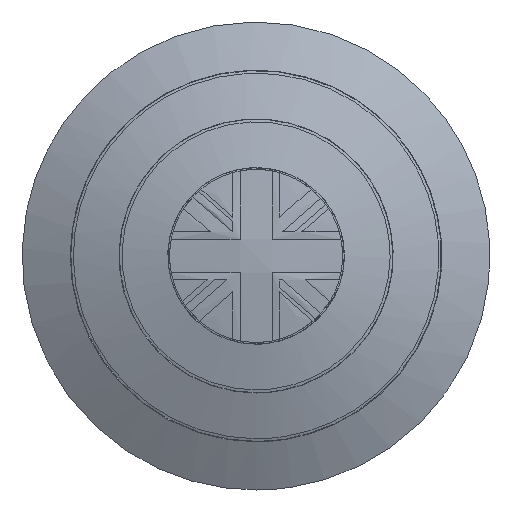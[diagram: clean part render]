
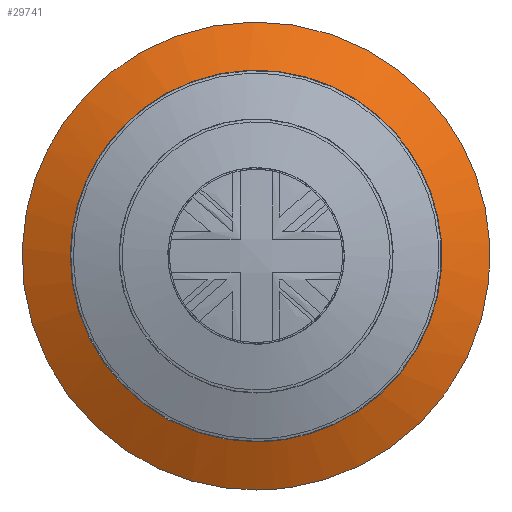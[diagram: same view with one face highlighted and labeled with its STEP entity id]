
A CAD part, top view. The second image highlights one B-rep face of the part: STEP entity #29741.
In plain terms, the highlighted free-form (B-spline) face has degree [2, 2] with [3, 3] control points.
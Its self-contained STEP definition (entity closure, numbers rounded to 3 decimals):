
#29741 = ADVANCED_FACE('',(#29742,#29756),#29770,.T.);
#29742 = FACE_BOUND('',#29743,.T.);
#29743 = EDGE_LOOP('',(#29744));
#29744 = ORIENTED_EDGE('',*,*,#29745,.F.);
#29745 = EDGE_CURVE('',#29746,#29746,#29748,.T.);
#29746 = VERTEX_POINT('',#29747);
#29747 = CARTESIAN_POINT('',(0.,-769.482,
    -213.419));
#29748 = ( BOUNDED_CURVE() B_SPLINE_CURVE(2,(#29749,#29750,#29751,#29752
    ,#29753,#29754,#29755),.UNSPECIFIED.,.T.,.F.) 
B_SPLINE_CURVE_WITH_KNOTS((3,2,2,3),(1.571,3.665,
5.76,7.854),.PIECEWISE_BEZIER_KNOTS.) CURVE() 
GEOMETRIC_REPRESENTATION_ITEM() RATIONAL_B_SPLINE_CURVE((1.,0.5,1.,0.5,
1.,0.5,1.)) REPRESENTATION_ITEM('') );
#29749 = CARTESIAN_POINT('',(0.,-769.482,
    -213.419));
#29750 = CARTESIAN_POINT('',(-955.172,-769.482,
    -213.419));
#29751 = CARTESIAN_POINT('',(-477.586,57.721,
    -213.419));
#29752 = CARTESIAN_POINT('',(0.,884.924,
    -213.419));
#29753 = CARTESIAN_POINT('',(477.586,57.721,
    -213.419));
#29754 = CARTESIAN_POINT('',(955.172,-769.482,
    -213.419));
#29755 = CARTESIAN_POINT('',(0.,-769.482,
    -213.419));
#29756 = FACE_BOUND('',#29757,.T.);
#29757 = EDGE_LOOP('',(#29758));
#29758 = ORIENTED_EDGE('',*,*,#29759,.T.);
#29759 = EDGE_CURVE('',#29760,#29760,#29762,.T.);
#29760 = VERTEX_POINT('',#29761);
#29761 = CARTESIAN_POINT('',(0.,-655.945,
    -154.987));
#29762 = ( BOUNDED_CURVE() B_SPLINE_CURVE(2,(#29763,#29764,#29765,#29766
    ,#29767,#29768,#29769),.UNSPECIFIED.,.T.,.F.) 
B_SPLINE_CURVE_WITH_KNOTS((3,2,2,3),(1.571,3.665,
5.76,7.854),.PIECEWISE_BEZIER_KNOTS.) CURVE() 
GEOMETRIC_REPRESENTATION_ITEM() RATIONAL_B_SPLINE_CURVE((1.,0.5,1.,0.5,
1.,0.5,1.)) REPRESENTATION_ITEM('') );
#29763 = CARTESIAN_POINT('',(0.,-655.945,
    -154.987));
#29764 = CARTESIAN_POINT('',(-758.519,-655.945,
    -154.987));
#29765 = CARTESIAN_POINT('',(-379.26,0.952,
    -154.987));
#29766 = CARTESIAN_POINT('',(0.,657.85,
    -154.987));
#29767 = CARTESIAN_POINT('',(379.26,0.952,
    -154.987));
#29768 = CARTESIAN_POINT('',(758.519,-655.945,
    -154.987));
#29769 = CARTESIAN_POINT('',(0.,-655.945,
    -154.987));
#29770 = ( BOUNDED_SURFACE() B_SPLINE_SURFACE(2,2,(
    (#29771,#29772,#29773)
    ,(#29774,#29775,#29776)
    ,(#29777,#29778,#29779
)),.UNSPECIFIED.,.F.,.F.,.F.) B_SPLINE_SURFACE_WITH_KNOTS((3,3),(3,3),(
    4.177,5.248),(-0.535,0.542),
.PIECEWISE_BEZIER_KNOTS.) GEOMETRIC_REPRESENTATION_ITEM() 
RATIONAL_B_SPLINE_SURFACE((
    (1.,0.858,1.)
    ,(0.86,0.738,0.86)
,(1.,0.858,1.))) REPRESENTATION_ITEM('') SURFACE() );
#29771 = CARTESIAN_POINT('',(-475.702,-769.852,
    -344.213));
#29772 = CARTESIAN_POINT('',(-644.024,-213.118,
    -60.705));
#29773 = CARTESIAN_POINT('',(-473.501,341.04,
    -347.92));
#29774 = CARTESIAN_POINT('',(0.,-769.852,
    -61.783));
#29775 = CARTESIAN_POINT('',(0.,-213.118,
    321.66));
#29776 = CARTESIAN_POINT('',(0.,341.04,
    -66.796));
#29777 = CARTESIAN_POINT('',(475.702,-769.852,
    -344.213));
#29778 = CARTESIAN_POINT('',(644.024,-213.118,
    -60.705));
#29779 = CARTESIAN_POINT('',(473.501,341.04,
    -347.92));
